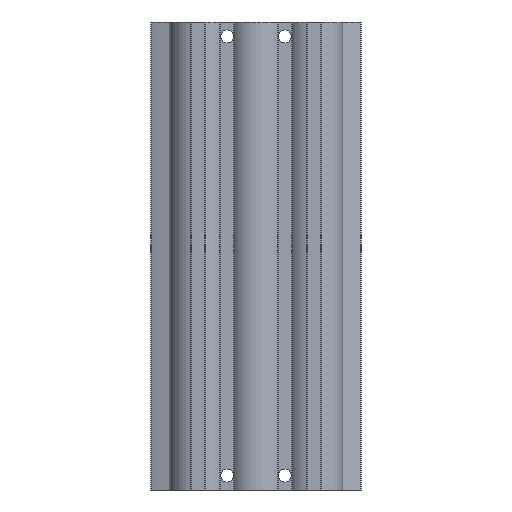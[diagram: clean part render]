
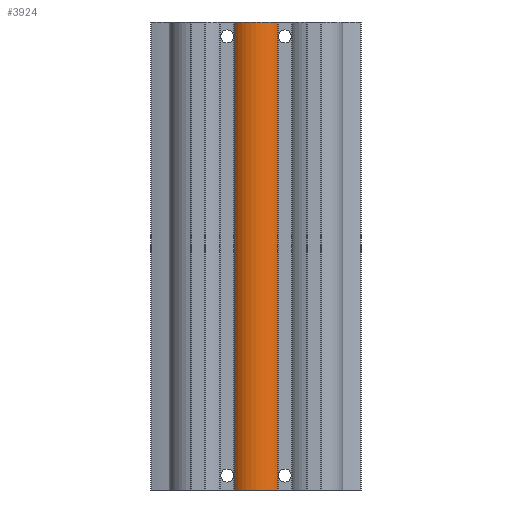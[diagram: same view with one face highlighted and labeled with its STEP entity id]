
A CAD part, front view. The second image highlights one B-rep face of the part: STEP entity #3924.
In plain terms, the highlighted cylindrical face has radius 10 mm (diameter 20 mm), a partial arc.
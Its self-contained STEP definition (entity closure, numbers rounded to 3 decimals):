
#179=CYLINDRICAL_SURFACE('',#4275,10.);
#349=LINE('',#6787,#581);
#350=LINE('',#6793,#582);
#581=VECTOR('',#4940,1000.);
#582=VECTOR('',#4947,1000.);
#961=ORIENTED_EDGE('',*,*,#1957,.F.);
#962=ORIENTED_EDGE('',*,*,#1956,.F.);
#963=ORIENTED_EDGE('',*,*,#1958,.T.);
#964=ORIENTED_EDGE('',*,*,#1959,.T.);
#1956=EDGE_CURVE('',#2446,#2445,#349,.T.);
#1957=EDGE_CURVE('',#2445,#2447,#2758,.T.);
#1958=EDGE_CURVE('',#2446,#2448,#2759,.T.);
#1959=EDGE_CURVE('',#2448,#2447,#350,.T.);
#2445=VERTEX_POINT('',#6784);
#2446=VERTEX_POINT('',#6786);
#2447=VERTEX_POINT('',#6790);
#2448=VERTEX_POINT('',#6792);
#2758=CIRCLE('',#4276,10.);
#2759=CIRCLE('',#4277,10.);
#2999=EDGE_LOOP('',(#961,#962,#963,#964));
#3441=FACE_BOUND('',#2999,.T.);
#3924=ADVANCED_FACE('',(#3441),#179,.T.);
#4275=AXIS2_PLACEMENT_3D('',#6788,#4941,#4942);
#4276=AXIS2_PLACEMENT_3D('',#6789,#4943,#4944);
#4277=AXIS2_PLACEMENT_3D('',#6791,#4945,#4946);
#4940=DIRECTION('',(0.,0.,1.));
#4941=DIRECTION('',(0.,0.,1.));
#4942=DIRECTION('',(1.,0.,0.));
#4943=DIRECTION('',(0.,0.,1.));
#4944=DIRECTION('',(1.,0.,0.));
#4945=DIRECTION('',(0.,0.,1.));
#4946=DIRECTION('',(1.,0.,0.));
#4947=DIRECTION('',(0.,0.,1.));
#6784=CARTESIAN_POINT('',(-7.491,4.375,0.));
#6786=CARTESIAN_POINT('',(-7.491,4.375,-162.));
#6787=CARTESIAN_POINT('',(-7.491,4.375,-162.));
#6788=CARTESIAN_POINT('',(0.,11.,-162.));
#6789=CARTESIAN_POINT('',(0.,11.,0.));
#6790=CARTESIAN_POINT('',(7.491,4.375,0.));
#6791=CARTESIAN_POINT('',(0.,11.,-162.));
#6792=CARTESIAN_POINT('',(7.491,4.375,-162.));
#6793=CARTESIAN_POINT('',(7.491,4.375,-162.));
